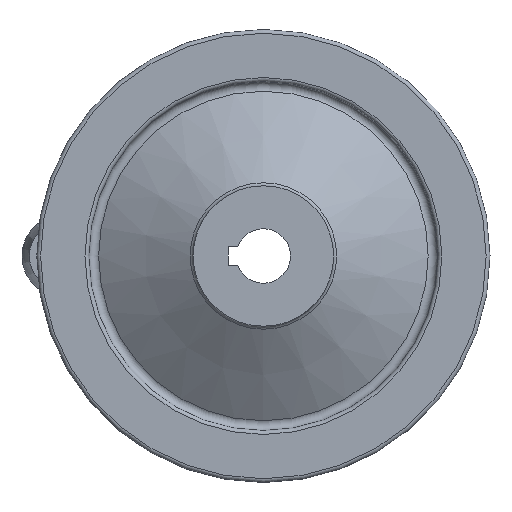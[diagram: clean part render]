
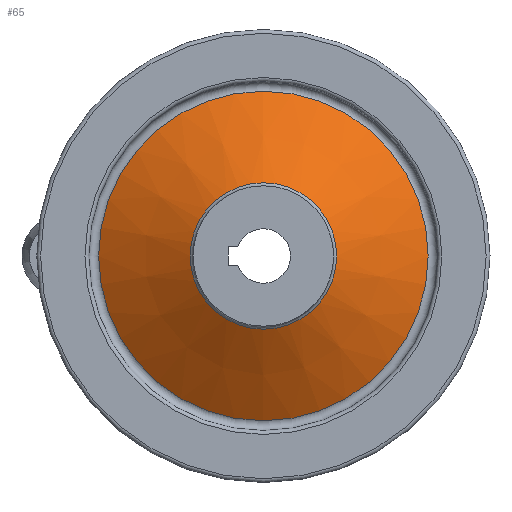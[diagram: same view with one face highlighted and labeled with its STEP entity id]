
A CAD part, left-side view. The second image highlights one B-rep face of the part: STEP entity #65.
In plain terms, the highlighted conical face has half-angle 57.989 degrees and reference radius 16.166 mm.
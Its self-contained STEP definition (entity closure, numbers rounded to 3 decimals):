
#65 = ADVANCED_FACE( '', ( #149, #150 ), #151, .T. );
#149 = FACE_OUTER_BOUND( '', #261, .T. );
#150 = FACE_BOUND( '', #262, .T. );
#151 = CONICAL_SURFACE( '', #263, 16.166, 1.012 );
#261 = EDGE_LOOP( '', ( #424 ) );
#262 = EDGE_LOOP( '', ( #425 ) );
#263 = AXIS2_PLACEMENT_3D( '', #426, #427, #428 );
#424 = ORIENTED_EDGE( '', *, *, #574, .F. );
#425 = ORIENTED_EDGE( '', *, *, #575, .T. );
#426 = CARTESIAN_POINT( '', ( 10.46, 0., 0. ) );
#427 = DIRECTION( '', ( 1., 0., 0. ) );
#428 = DIRECTION( '', ( 0., 0., -1. ) );
#574 = EDGE_CURVE( '', #653, #653, #654, .T. );
#575 = EDGE_CURVE( '', #655, #655, #656, .T. );
#653 = VERTEX_POINT( '', #752 );
#654 = CIRCLE( '', #753, 36.357 );
#655 = VERTEX_POINT( '', #754 );
#656 = CIRCLE( '', #755, 16.166 );
#752 = CARTESIAN_POINT( '', ( 23.082, 0., -36.357 ) );
#753 = AXIS2_PLACEMENT_3D( '', #842, #843, #844 );
#754 = CARTESIAN_POINT( '', ( 10.46, 0., -16.166 ) );
#755 = AXIS2_PLACEMENT_3D( '', #845, #846, #847 );
#842 = CARTESIAN_POINT( '', ( 23.082, 0., 0. ) );
#843 = DIRECTION( '', ( 1., 0., 0. ) );
#844 = DIRECTION( '', ( 0., 0., -1. ) );
#845 = CARTESIAN_POINT( '', ( 10.46, 0., 0. ) );
#846 = DIRECTION( '', ( 1., 0., 0. ) );
#847 = DIRECTION( '', ( 0., 0., -1. ) );
